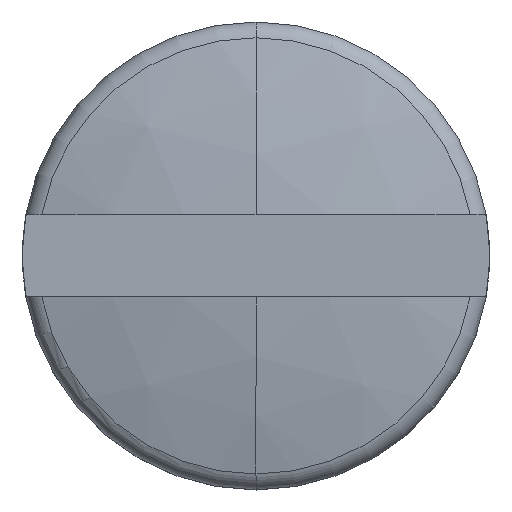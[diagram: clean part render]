
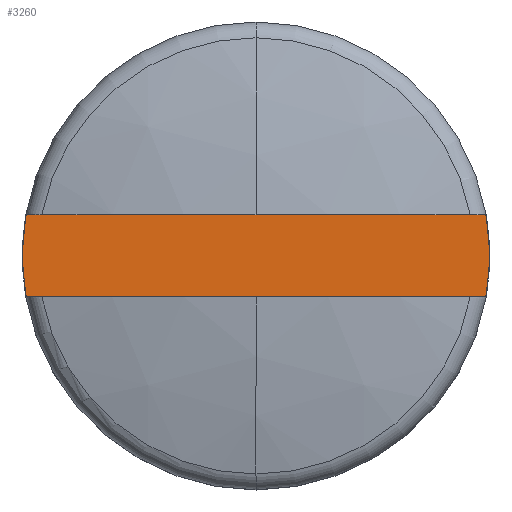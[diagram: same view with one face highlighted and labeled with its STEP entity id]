
A CAD part, top view. The second image highlights one B-rep face of the part: STEP entity #3260.
In plain terms, the highlighted planar face has unit normal (0, 0, 1).
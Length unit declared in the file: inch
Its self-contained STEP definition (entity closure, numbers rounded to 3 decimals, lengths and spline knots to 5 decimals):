
#751 = CARTESIAN_POINT ( 'NONE',  ( 0.1225, -0.0215, 1.551 ) ) ;
#758 = PLANE ( 'NONE',  #15746 ) ;
#760 = DIRECTION ( 'NONE',  ( 0., 0., -1. ) ) ;
#761 = DIRECTION ( 'NONE',  ( -1., 0., 0. ) ) ;
#2479 = ORIENTED_EDGE ( 'NONE', *, *, #15679, .T. ) ;
#2480 = ORIENTED_EDGE ( 'NONE', *, *, #9005, .F. ) ;
#2481 = ORIENTED_EDGE ( 'NONE', *, *, #9002, .T. ) ;
#2482 = ORIENTED_EDGE ( 'NONE', *, *, #9004, .T. ) ;
#3260 = ADVANCED_FACE ( 'NONE', ( #4663 ), #758, .F. ) ;
#4050 = VERTEX_POINT ( 'NONE', #5574 ) ;
#4060 = VERTEX_POINT ( 'NONE', #5584 ) ;
#4268 = VERTEX_POINT ( 'NONE', #5792 ) ;
#4281 = VERTEX_POINT ( 'NONE', #5805 ) ;
#4410 = EDGE_LOOP ( 'NONE', ( #2479, #2480, #2481, #2482 ) ) ;
#4663 = FACE_OUTER_BOUND ( 'NONE', #4410, .T. ) ;
#5574 = CARTESIAN_POINT ( 'NONE',  ( -0.12037, 0.0215, 1.551 ) ) ;
#5584 = CARTESIAN_POINT ( 'NONE',  ( -0.12037, -0.0215, 1.551 ) ) ;
#5792 = CARTESIAN_POINT ( 'NONE',  ( 0.12037, -0.0215, 1.551 ) ) ;
#5805 = CARTESIAN_POINT ( 'NONE',  ( 0.12037, 0.0215, 1.551 ) ) ;
#9002 = EDGE_CURVE ( 'NONE', #4050, #4060, #15394, .T. ) ;
#9004 = EDGE_CURVE ( 'NONE', #4060, #4268, #15395, .T. ) ;
#9005 = EDGE_CURVE ( 'NONE', #4050, #4281, #15393, .T. ) ;
#9503 = CARTESIAN_POINT ( 'NONE',  ( 0., 0., 1.551 ) ) ;
#9504 = DIRECTION ( 'NONE',  ( 0., 0., 1. ) ) ;
#9505 = DIRECTION ( 'NONE',  ( -1., 0., 0. ) ) ;
#11180 = CARTESIAN_POINT ( 'NONE',  ( 0., 0., 1.551 ) ) ;
#11181 = DIRECTION ( 'NONE',  ( 0., 0., 1. ) ) ;
#11182 = DIRECTION ( 'NONE',  ( -1., 0., 0. ) ) ;
#11188 = CARTESIAN_POINT ( 'NONE',  ( -0.1225, -0.0215, 1.551 ) ) ;
#11189 = DIRECTION ( 'NONE',  ( 1., 0., 0. ) ) ;
#11190 = CARTESIAN_POINT ( 'NONE',  ( -0.1225, 0.0215, 1.551 ) ) ;
#11192 = DIRECTION ( 'NONE',  ( 1., 0., 0. ) ) ;
#15393 = LINE ( 'NONE', #11190, #15397 ) ;
#15394 = CIRCLE ( 'NONE', #16073, 0.12227 ) ;
#15395 = LINE ( 'NONE', #11188, #15396 ) ;
#15396 = VECTOR ( 'NONE', #11189, 39.37008 ) ;
#15397 = VECTOR ( 'NONE', #11192, 39.37008 ) ;
#15575 = CIRCLE ( 'NONE', #16081, 0.12227 ) ;
#15679 = EDGE_CURVE ( 'NONE', #4268, #4281, #15575, .T. ) ;
#15746 = AXIS2_PLACEMENT_3D ( 'NONE', #751, #760, #761 ) ;
#16073 = AXIS2_PLACEMENT_3D ( 'NONE', #11180, #11181, #11182 ) ;
#16081 = AXIS2_PLACEMENT_3D ( 'NONE', #9503, #9504, #9505 ) ;
